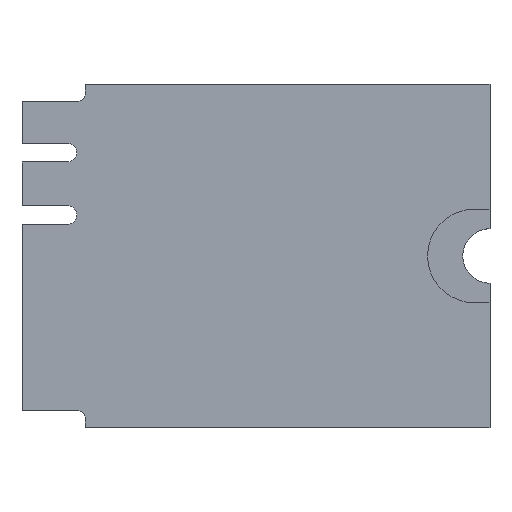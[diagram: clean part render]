
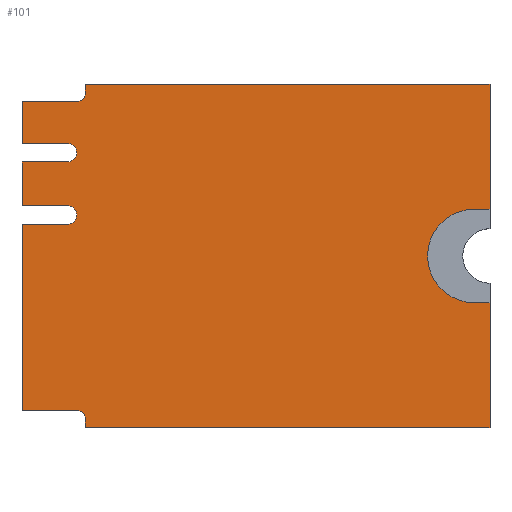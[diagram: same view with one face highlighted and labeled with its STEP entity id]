
A CAD part, top view. The second image highlights one B-rep face of the part: STEP entity #101.
In plain terms, the highlighted planar face has unit normal (0, 0, 1).
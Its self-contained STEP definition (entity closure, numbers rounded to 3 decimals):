
#101=ADVANCED_FACE('',(#160),#134,.F.);
#134=PLANE('',#728);
#160=FACE_OUTER_BOUND('',#192,.T.);
#192=EDGE_LOOP('',(#240,#241,#242,#243,#244,#245,#246,#247,#248,#249,#250,
#251,#252,#253,#254,#255,#256,#257,#258,#259,#260,#261));
#226=CIRCLE('',#723,0.5);
#227=CIRCLE('',#724,0.6);
#228=CIRCLE('',#725,0.6);
#229=CIRCLE('',#726,0.5);
#230=CIRCLE('',#727,3.);
#240=ORIENTED_EDGE('',*,*,#480,.F.);
#241=ORIENTED_EDGE('',*,*,#481,.F.);
#242=ORIENTED_EDGE('',*,*,#482,.F.);
#243=ORIENTED_EDGE('',*,*,#483,.T.);
#244=ORIENTED_EDGE('',*,*,#484,.F.);
#245=ORIENTED_EDGE('',*,*,#485,.F.);
#246=ORIENTED_EDGE('',*,*,#486,.F.);
#247=ORIENTED_EDGE('',*,*,#487,.F.);
#248=ORIENTED_EDGE('',*,*,#488,.F.);
#249=ORIENTED_EDGE('',*,*,#489,.F.);
#250=ORIENTED_EDGE('',*,*,#490,.F.);
#251=ORIENTED_EDGE('',*,*,#491,.F.);
#252=ORIENTED_EDGE('',*,*,#492,.F.);
#253=ORIENTED_EDGE('',*,*,#493,.F.);
#254=ORIENTED_EDGE('',*,*,#494,.F.);
#255=ORIENTED_EDGE('',*,*,#495,.T.);
#256=ORIENTED_EDGE('',*,*,#496,.F.);
#257=ORIENTED_EDGE('',*,*,#497,.F.);
#258=ORIENTED_EDGE('',*,*,#498,.F.);
#259=ORIENTED_EDGE('',*,*,#499,.T.);
#260=ORIENTED_EDGE('',*,*,#500,.F.);
#261=ORIENTED_EDGE('',*,*,#501,.F.);
#420=VERTEX_POINT('',#944);
#421=VERTEX_POINT('',#945);
#422=VERTEX_POINT('',#947);
#423=VERTEX_POINT('',#949);
#424=VERTEX_POINT('',#951);
#425=VERTEX_POINT('',#953);
#426=VERTEX_POINT('',#955);
#427=VERTEX_POINT('',#957);
#428=VERTEX_POINT('',#959);
#429=VERTEX_POINT('',#961);
#430=VERTEX_POINT('',#963);
#431=VERTEX_POINT('',#965);
#432=VERTEX_POINT('',#967);
#433=VERTEX_POINT('',#969);
#434=VERTEX_POINT('',#971);
#435=VERTEX_POINT('',#973);
#436=VERTEX_POINT('',#975);
#437=VERTEX_POINT('',#977);
#438=VERTEX_POINT('',#979);
#439=VERTEX_POINT('',#981);
#440=VERTEX_POINT('',#983);
#441=VERTEX_POINT('',#985);
#480=EDGE_CURVE('',#420,#421,#570,.T.);
#481=EDGE_CURVE('',#422,#420,#571,.T.);
#482=EDGE_CURVE('',#423,#422,#572,.T.);
#483=EDGE_CURVE('',#423,#424,#226,.T.);
#484=EDGE_CURVE('',#425,#424,#573,.T.);
#485=EDGE_CURVE('',#426,#425,#574,.T.);
#486=EDGE_CURVE('',#427,#426,#575,.T.);
#487=EDGE_CURVE('',#428,#427,#227,.T.);
#488=EDGE_CURVE('',#429,#428,#576,.T.);
#489=EDGE_CURVE('',#430,#429,#577,.T.);
#490=EDGE_CURVE('',#431,#430,#578,.T.);
#491=EDGE_CURVE('',#432,#431,#228,.T.);
#492=EDGE_CURVE('',#433,#432,#579,.T.);
#493=EDGE_CURVE('',#434,#433,#580,.T.);
#494=EDGE_CURVE('',#435,#434,#581,.T.);
#495=EDGE_CURVE('',#435,#436,#229,.T.);
#496=EDGE_CURVE('',#437,#436,#582,.T.);
#497=EDGE_CURVE('',#438,#437,#583,.T.);
#498=EDGE_CURVE('',#439,#438,#584,.T.);
#499=EDGE_CURVE('',#439,#440,#585,.T.);
#500=EDGE_CURVE('',#441,#440,#230,.T.);
#501=EDGE_CURVE('',#421,#441,#586,.T.);
#570=LINE('',#943,#646);
#571=LINE('',#946,#647);
#572=LINE('',#948,#648);
#573=LINE('',#952,#649);
#574=LINE('',#954,#650);
#575=LINE('',#956,#651);
#576=LINE('',#960,#652);
#577=LINE('',#962,#653);
#578=LINE('',#964,#654);
#579=LINE('',#968,#655);
#580=LINE('',#970,#656);
#581=LINE('',#972,#657);
#582=LINE('',#976,#658);
#583=LINE('',#978,#659);
#584=LINE('',#980,#660);
#585=LINE('',#982,#661);
#586=LINE('',#986,#662);
#646=VECTOR('',#772,1.);
#647=VECTOR('',#773,1.);
#648=VECTOR('',#774,1.);
#649=VECTOR('',#777,1.);
#650=VECTOR('',#778,1.);
#651=VECTOR('',#779,1.);
#652=VECTOR('',#782,1.);
#653=VECTOR('',#783,1.);
#654=VECTOR('',#784,1.);
#655=VECTOR('',#787,1.);
#656=VECTOR('',#788,1.);
#657=VECTOR('',#789,1.);
#658=VECTOR('',#792,1.);
#659=VECTOR('',#793,1.);
#660=VECTOR('',#794,1.);
#661=VECTOR('',#795,1.);
#662=VECTOR('',#798,1.);
#723=AXIS2_PLACEMENT_3D('',#950,#775,#776);
#724=AXIS2_PLACEMENT_3D('',#958,#780,#781);
#725=AXIS2_PLACEMENT_3D('',#966,#785,#786);
#726=AXIS2_PLACEMENT_3D('',#974,#790,#791);
#727=AXIS2_PLACEMENT_3D('',#984,#796,#797);
#728=AXIS2_PLACEMENT_3D('',#987,#799,#800);
#772=DIRECTION('',(0.,-1.,0.));
#773=DIRECTION('',(1.,0.,0.));
#774=DIRECTION('',(0.,1.,0.));
#775=DIRECTION('',(0.,0.,-1.));
#776=DIRECTION('',(1.,0.,0.));
#777=DIRECTION('',(1.,0.,0.));
#778=DIRECTION('',(0.,1.,0.));
#779=DIRECTION('',(-1.,0.,0.));
#780=DIRECTION('',(0.,0.,1.));
#781=DIRECTION('',(0.,-1.,0.));
#782=DIRECTION('',(1.,0.,0.));
#783=DIRECTION('',(0.,1.,0.));
#784=DIRECTION('',(-1.,0.,0.));
#785=DIRECTION('',(0.,0.,1.));
#786=DIRECTION('',(0.,-1.,0.));
#787=DIRECTION('',(1.,0.,0.));
#788=DIRECTION('',(0.,1.,0.));
#789=DIRECTION('',(-1.,0.,0.));
#790=DIRECTION('',(0.,0.,-1.));
#791=DIRECTION('',(0.,1.,0.));
#792=DIRECTION('',(0.,1.,0.));
#793=DIRECTION('',(-1.,0.,0.));
#794=DIRECTION('',(0.,-1.,0.));
#795=DIRECTION('',(-1.,0.,0.));
#796=DIRECTION('',(0.,0.,1.));
#797=DIRECTION('',(0.,1.,0.));
#798=DIRECTION('',(-1.,0.,0.));
#799=DIRECTION('',(0.,0.,-1.));
#800=DIRECTION('',(1.,0.,0.));
#943=CARTESIAN_POINT('',(72.22,27.45,-8.64));
#944=CARTESIAN_POINT('',(72.22,27.45,-8.64));
#945=CARTESIAN_POINT('',(72.22,19.45,-8.64));
#946=CARTESIAN_POINT('',(46.27,27.45,-8.64));
#947=CARTESIAN_POINT('',(46.27,27.45,-8.64));
#948=CARTESIAN_POINT('',(46.27,26.875,-8.64));
#949=CARTESIAN_POINT('',(46.27,26.875,-8.64));
#950=CARTESIAN_POINT('',(45.77,26.875,-8.64));
#951=CARTESIAN_POINT('',(45.77,26.375,-8.64));
#952=CARTESIAN_POINT('',(42.22,26.375,-8.64));
#953=CARTESIAN_POINT('',(42.22,26.375,-8.64));
#954=CARTESIAN_POINT('',(42.22,23.675,-8.64));
#955=CARTESIAN_POINT('',(42.22,23.675,-8.64));
#956=CARTESIAN_POINT('',(45.12,23.675,-8.64));
#957=CARTESIAN_POINT('',(45.12,23.675,-8.64));
#958=CARTESIAN_POINT('',(45.12,23.075,-8.64));
#959=CARTESIAN_POINT('',(45.12,22.475,-8.64));
#960=CARTESIAN_POINT('',(42.22,22.475,-8.64));
#961=CARTESIAN_POINT('',(42.22,22.475,-8.64));
#962=CARTESIAN_POINT('',(42.22,19.675,-8.64));
#963=CARTESIAN_POINT('',(42.22,19.675,-8.64));
#964=CARTESIAN_POINT('',(45.12,19.675,-8.64));
#965=CARTESIAN_POINT('',(45.12,19.675,-8.64));
#966=CARTESIAN_POINT('',(45.12,19.075,-8.64));
#967=CARTESIAN_POINT('',(45.12,18.475,-8.64));
#968=CARTESIAN_POINT('',(42.22,18.475,-8.64));
#969=CARTESIAN_POINT('',(42.22,18.475,-8.64));
#970=CARTESIAN_POINT('',(42.22,6.525,-8.64));
#971=CARTESIAN_POINT('',(42.22,6.525,-8.64));
#972=CARTESIAN_POINT('',(45.77,6.525,-8.64));
#973=CARTESIAN_POINT('',(45.77,6.525,-8.64));
#974=CARTESIAN_POINT('',(45.77,6.025,-8.64));
#975=CARTESIAN_POINT('',(46.27,6.025,-8.64));
#976=CARTESIAN_POINT('',(46.27,5.45,-8.64));
#977=CARTESIAN_POINT('',(46.27,5.45,-8.64));
#978=CARTESIAN_POINT('',(72.22,5.45,-8.64));
#979=CARTESIAN_POINT('',(72.22,5.45,-8.64));
#980=CARTESIAN_POINT('',(72.22,13.45,-8.64));
#981=CARTESIAN_POINT('',(72.22,13.45,-8.64));
#982=CARTESIAN_POINT('',(72.22,13.45,-8.64));
#983=CARTESIAN_POINT('',(71.22,13.45,-8.64));
#984=CARTESIAN_POINT('',(71.22,16.45,-8.64));
#985=CARTESIAN_POINT('',(71.22,19.45,-8.64));
#986=CARTESIAN_POINT('',(72.22,19.45,-8.64));
#987=CARTESIAN_POINT('',(0.,0.,-8.64));
